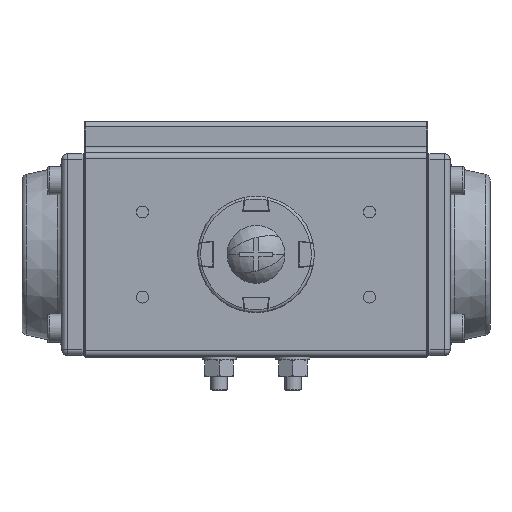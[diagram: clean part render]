
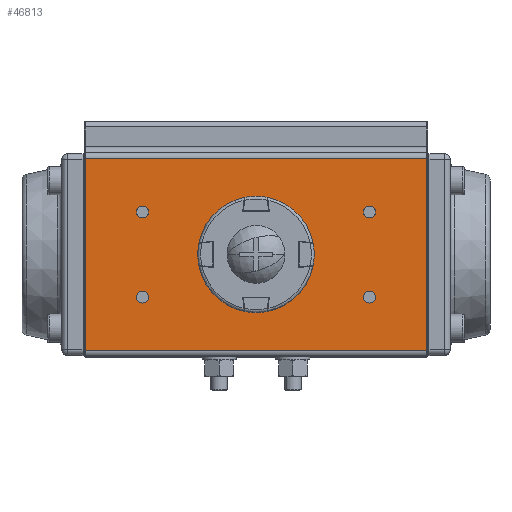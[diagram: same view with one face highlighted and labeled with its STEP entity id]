
A CAD part, top view. The second image highlights one B-rep face of the part: STEP entity #46813.
In plain terms, the highlighted planar face has unit normal (0, 0, 1).
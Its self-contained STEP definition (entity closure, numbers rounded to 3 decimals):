
#46674=CARTESIAN_POINT('',(60.5,-34.,175.));
#46675=DIRECTION('',(0.,0.,-1.));
#46676=DIRECTION('',(0.,1.,0.));
#46677=AXIS2_PLACEMENT_3D('',#46674,#46675,#46676);
#46678=PLANE('',#46677);
#46679=CARTESIAN_POINT('',(-37.9,-15.,175.));
#46680=VERTEX_POINT('',#46679);
#46681=CARTESIAN_POINT('',(-42.1,-15.,175.));
#46682=VERTEX_POINT('',#46681);
#46683=CARTESIAN_POINT('',(-40.,-15.,175.));
#46684=DIRECTION('',(-0.,-0.,1.));
#46685=DIRECTION('',(1.,-0.,0.));
#46686=AXIS2_PLACEMENT_3D('',#46683,#46684,#46685);
#46687=CIRCLE('',#46686,2.1);
#46688=EDGE_CURVE('NONE',#46680,#46682,#46687,.T.);
#46689=ORIENTED_EDGE('',*,*,#46688,.F.);
#46690=CARTESIAN_POINT('',(-40.,-15.,175.));
#46691=DIRECTION('',(-0.,-0.,1.));
#46692=DIRECTION('',(1.,-0.,0.));
#46693=AXIS2_PLACEMENT_3D('',#46690,#46691,#46692);
#46694=CIRCLE('',#46693,2.1);
#46695=EDGE_CURVE('NONE',#46682,#46680,#46694,.T.);
#46696=ORIENTED_EDGE('',*,*,#46695,.F.);
#46697=EDGE_LOOP('',(#46689,#46696));
#46698=FACE_BOUND('',#46697,.T.);
#46699=CARTESIAN_POINT('',(-37.9,15.,175.));
#46700=VERTEX_POINT('',#46699);
#46701=CARTESIAN_POINT('',(-42.1,15.,175.));
#46702=VERTEX_POINT('',#46701);
#46703=CARTESIAN_POINT('',(-40.,15.,175.));
#46704=DIRECTION('',(-0.,-0.,1.));
#46705=DIRECTION('',(1.,-0.,0.));
#46706=AXIS2_PLACEMENT_3D('',#46703,#46704,#46705);
#46707=CIRCLE('',#46706,2.1);
#46708=EDGE_CURVE('NONE',#46700,#46702,#46707,.T.);
#46709=ORIENTED_EDGE('',*,*,#46708,.F.);
#46710=CARTESIAN_POINT('',(-40.,15.,175.));
#46711=DIRECTION('',(-0.,-0.,1.));
#46712=DIRECTION('',(1.,-0.,0.));
#46713=AXIS2_PLACEMENT_3D('',#46710,#46711,#46712);
#46714=CIRCLE('',#46713,2.1);
#46715=EDGE_CURVE('NONE',#46702,#46700,#46714,.T.);
#46716=ORIENTED_EDGE('',*,*,#46715,.F.);
#46717=EDGE_LOOP('',(#46709,#46716));
#46718=FACE_BOUND('',#46717,.T.);
#46719=CARTESIAN_POINT('',(60.279,34.,175.));
#46720=VERTEX_POINT('',#46719);
#46721=CARTESIAN_POINT('',(-60.279,34.,175.));
#46722=VERTEX_POINT('',#46721);
#46723=CARTESIAN_POINT('',(60.279,34.,175.));
#46724=DIRECTION('',(-1.,0.,-0.));
#46725=VECTOR('',#46724,120.558);
#46726=LINE('',#46723,#46725);
#46727=EDGE_CURVE('',#46720,#46722,#46726,.T.);
#46728=ORIENTED_EDGE('',*,*,#46727,.T.);
#46729=CARTESIAN_POINT('',(-60.279,-34.,175.));
#46730=VERTEX_POINT('',#46729);
#46731=CARTESIAN_POINT('',(-60.279,34.,175.));
#46732=DIRECTION('',(-0.,-1.,-0.));
#46733=VECTOR('',#46732,68.);
#46734=LINE('',#46731,#46733);
#46735=EDGE_CURVE('',#46722,#46730,#46734,.T.);
#46736=ORIENTED_EDGE('',*,*,#46735,.T.);
#46737=CARTESIAN_POINT('',(60.279,-34.,175.));
#46738=VERTEX_POINT('',#46737);
#46739=CARTESIAN_POINT('',(60.279,-34.,175.));
#46740=DIRECTION('',(-1.,0.,-0.));
#46741=VECTOR('',#46740,120.558);
#46742=LINE('',#46739,#46741);
#46743=EDGE_CURVE('',#46738,#46730,#46742,.T.);
#46744=ORIENTED_EDGE('',*,*,#46743,.F.);
#46745=CARTESIAN_POINT('',(60.279,-34.,175.));
#46746=DIRECTION('',(0.,1.,0.));
#46747=VECTOR('',#46746,68.);
#46748=LINE('',#46745,#46747);
#46749=EDGE_CURVE('',#46738,#46720,#46748,.T.);
#46750=ORIENTED_EDGE('',*,*,#46749,.T.);
#46751=EDGE_LOOP('',(#46728,#46736,#46744,#46750));
#46752=FACE_BOUND('',#46751,.T.);
#46753=CARTESIAN_POINT('',(42.1,-15.,175.));
#46754=VERTEX_POINT('',#46753);
#46755=CARTESIAN_POINT('',(37.9,-15.,175.));
#46756=VERTEX_POINT('',#46755);
#46757=CARTESIAN_POINT('',(40.,-15.,175.));
#46758=DIRECTION('',(-0.,-0.,1.));
#46759=DIRECTION('',(1.,-0.,0.));
#46760=AXIS2_PLACEMENT_3D('',#46757,#46758,#46759);
#46761=CIRCLE('',#46760,2.1);
#46762=EDGE_CURVE('NONE',#46754,#46756,#46761,.T.);
#46763=ORIENTED_EDGE('',*,*,#46762,.F.);
#46764=CARTESIAN_POINT('',(40.,-15.,175.));
#46765=DIRECTION('',(-0.,-0.,1.));
#46766=DIRECTION('',(1.,-0.,0.));
#46767=AXIS2_PLACEMENT_3D('',#46764,#46765,#46766);
#46768=CIRCLE('',#46767,2.1);
#46769=EDGE_CURVE('NONE',#46756,#46754,#46768,.T.);
#46770=ORIENTED_EDGE('',*,*,#46769,.F.);
#46771=EDGE_LOOP('',(#46763,#46770));
#46772=FACE_BOUND('',#46771,.T.);
#46773=CARTESIAN_POINT('',(42.1,15.,175.));
#46774=VERTEX_POINT('',#46773);
#46775=CARTESIAN_POINT('',(37.9,15.,175.));
#46776=VERTEX_POINT('',#46775);
#46777=CARTESIAN_POINT('',(40.,15.,175.));
#46778=DIRECTION('',(-0.,-0.,1.));
#46779=DIRECTION('',(1.,-0.,0.));
#46780=AXIS2_PLACEMENT_3D('',#46777,#46778,#46779);
#46781=CIRCLE('',#46780,2.1);
#46782=EDGE_CURVE('NONE',#46774,#46776,#46781,.T.);
#46783=ORIENTED_EDGE('',*,*,#46782,.F.);
#46784=CARTESIAN_POINT('',(40.,15.,175.));
#46785=DIRECTION('',(-0.,-0.,1.));
#46786=DIRECTION('',(1.,-0.,0.));
#46787=AXIS2_PLACEMENT_3D('',#46784,#46785,#46786);
#46788=CIRCLE('',#46787,2.1);
#46789=EDGE_CURVE('NONE',#46776,#46774,#46788,.T.);
#46790=ORIENTED_EDGE('',*,*,#46789,.F.);
#46791=EDGE_LOOP('',(#46783,#46790));
#46792=FACE_BOUND('',#46791,.T.);
#46793=CARTESIAN_POINT('',(9.,0.,175.));
#46794=VERTEX_POINT('',#46793);
#46795=CARTESIAN_POINT('',(-9.,0.,175.));
#46796=VERTEX_POINT('',#46795);
#46797=CARTESIAN_POINT('',(-0.,0.,175.));
#46798=DIRECTION('',(0.,0.,-1.));
#46799=DIRECTION('',(0.,1.,0.));
#46800=AXIS2_PLACEMENT_3D('',#46797,#46798,#46799);
#46801=CIRCLE('',#46800,9.);
#46802=EDGE_CURVE('',#46794,#46796,#46801,.T.);
#46803=ORIENTED_EDGE('',*,*,#46802,.T.);
#46804=CARTESIAN_POINT('',(-0.,0.,175.));
#46805=DIRECTION('',(0.,0.,-1.));
#46806=DIRECTION('',(0.,1.,0.));
#46807=AXIS2_PLACEMENT_3D('',#46804,#46805,#46806);
#46808=CIRCLE('',#46807,9.);
#46809=EDGE_CURVE('',#46796,#46794,#46808,.T.);
#46810=ORIENTED_EDGE('',*,*,#46809,.T.);
#46811=EDGE_LOOP('',(#46803,#46810));
#46812=FACE_BOUND('',#46811,.T.);
#46813=ADVANCED_FACE('',(#46698,#46718,#46752,#46772,#46792,#46812),#46678,.F.);
